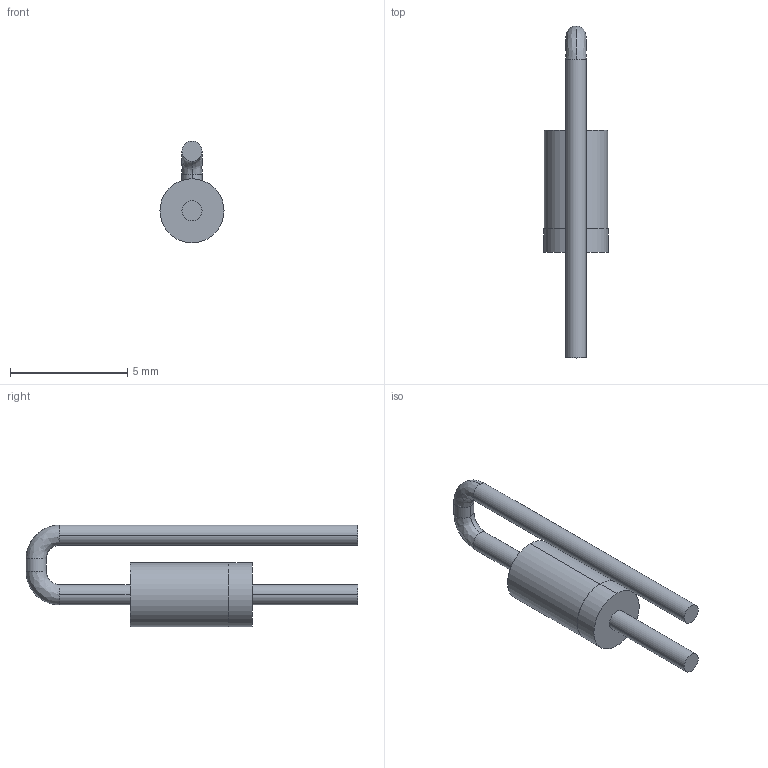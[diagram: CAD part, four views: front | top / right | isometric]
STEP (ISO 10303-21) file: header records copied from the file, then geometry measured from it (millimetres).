
FILE_DESCRIPTION (( 'STEP AP214' ), '1' );
FILE_NAME ('User Library-Diod DO-41 Vertical.STEP', '2017-01-30T17:35:56', ( 'Windows User' ), ( '' ), 'SwSTEP 2.0', 'SolidWorks 2017', '' );
FILE_SCHEMA (( 'AUTOMOTIVE_DESIGN' ));
Length unit declared in the file: millimetre
Products named in the file (4): User Library-Diod DO-41 Vertical_Diod DO-41 Part4; User Library-Diod DO-41 Vertical_Diod DO-41 Part3; User Library-Diod DO-41 Vertical_Diod DO-41 Part1; User Library-Diod DO-41 Vertical
Assembly tree (3 placements, depth 2):
  User Library-Diod DO-41 Vertical
    User Library-Diod DO-41 Vertical_Diod DO-41 Part1
    User Library-Diod DO-41 Vertical_Diod DO-41 Part3
    User Library-Diod DO-41 Vertical_Diod DO-41 Part4
Bounding box: 2.73 x 14.14 x 4.33 mm (x, y, z)
Volume: 44.2 mm3; surface area: 123.1 mm2
Topology: 3 solids, 3 shells, 23 faces, 44 edges, 28 vertices
Faces by surface type: cylinder 12, plane 7, bspline 4
Entity records: 1049 total; most frequent: CARTESIAN_POINT 161, DIRECTION 126, ORIENTED_EDGE 88, AXIS2_PLACEMENT_3D 57, EDGE_CURVE 44, UNCERTAINTY_MEASURE_WITH_UNIT 33, CIRCLE 32, MECHANICAL_DESIGN_GEOMETRIC_PRESENTATION_REPRESENTATION 29
